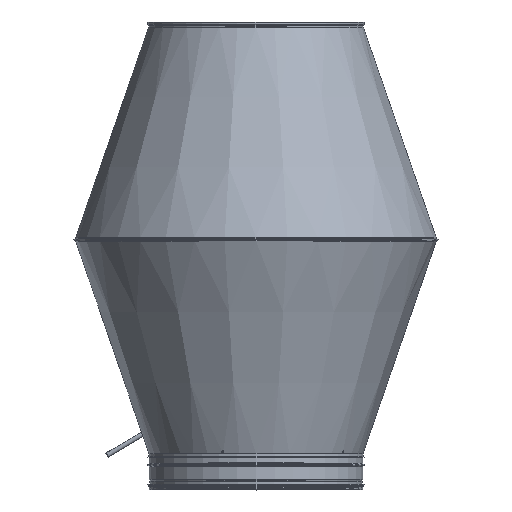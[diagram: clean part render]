
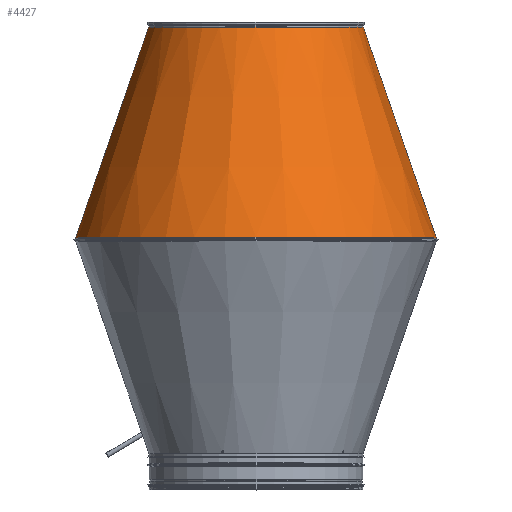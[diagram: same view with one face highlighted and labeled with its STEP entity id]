
A CAD part, top view. The second image highlights one B-rep face of the part: STEP entity #4427.
In plain terms, the highlighted conical face has half-angle 19.105 degrees and reference radius 316.2 mm.
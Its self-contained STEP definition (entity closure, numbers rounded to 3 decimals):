
#455=CIRCLE('',#4803,316.2);
#456=CIRCLE('',#4805,530.801);
#701=LINE('',#7635,#985);
#726=LINE('',#7710,#1010);
#985=VECTOR('',#5447,655.684);
#1010=VECTOR('',#5520,655.684);
#1230=CONICAL_SURFACE('',#4804,316.2,19.105);
#1346=FACE_OUTER_BOUND('',#1638,.T.);
#1638=EDGE_LOOP('',(#3229,#3230,#3231,#3232));
#1980=VERTEX_POINT('',#7628);
#1982=VERTEX_POINT('',#7634);
#2006=VERTEX_POINT('',#7703);
#2008=VERTEX_POINT('',#7709);
#2373=EDGE_CURVE('',#1982,#1980,#701,.T.);
#2410=EDGE_CURVE('',#2006,#2008,#726,.T.);
#2453=EDGE_CURVE('',#2006,#1982,#455,.T.);
#2454=EDGE_CURVE('',#2008,#1980,#456,.T.);
#3229=ORIENTED_EDGE('',*,*,#2373,.T.);
#3230=ORIENTED_EDGE('',*,*,#2454,.F.);
#3231=ORIENTED_EDGE('',*,*,#2410,.F.);
#3232=ORIENTED_EDGE('',*,*,#2453,.T.);
#4427=ADVANCED_FACE('',(#1346),#1230,.T.);
#4803=AXIS2_PLACEMENT_3D('',#7793,#5638,#5639);
#4804=AXIS2_PLACEMENT_3D('',#7794,#5640,#5641);
#4805=AXIS2_PLACEMENT_3D('',#7795,#5642,#5643);
#5447=DIRECTION('',(0.327,0.945,0.));
#5520=DIRECTION('',(0.327,0.945,0.));
#5638=DIRECTION('center_axis',(0.,1.,0.));
#5639=DIRECTION('ref_axis',(1.,0.,0.));
#5640=DIRECTION('center_axis',(0.,1.,0.));
#5641=DIRECTION('ref_axis',(1.,0.,0.));
#5642=DIRECTION('center_axis',(0.,1.,0.));
#5643=DIRECTION('ref_axis',(1.,0.,0.));
#7628=CARTESIAN_POINT('',(530.801,634.562,0.009));
#7634=CARTESIAN_POINT('',(316.2,14.992,0.006));
#7635=CARTESIAN_POINT('',(316.2,14.992,0.006));
#7703=CARTESIAN_POINT('',(316.2,14.992,0.));
#7709=CARTESIAN_POINT('',(530.801,634.562,0.));
#7710=CARTESIAN_POINT('',(316.2,14.992,0.));
#7793=CARTESIAN_POINT('Origin',(0.,14.992,
0.));
#7794=CARTESIAN_POINT('Origin',(0.,14.992,
0.));
#7795=CARTESIAN_POINT('Origin',(0.,634.562,0.));
